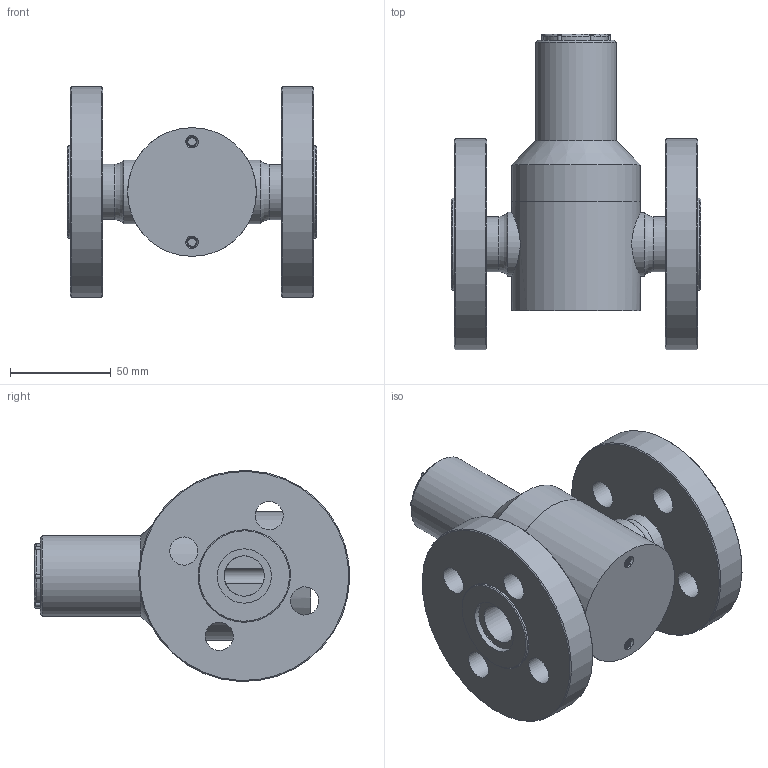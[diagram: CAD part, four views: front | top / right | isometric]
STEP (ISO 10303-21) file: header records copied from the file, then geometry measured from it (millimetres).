
FILE_DESCRIPTION (( 'STEP AP214' ), '1' );
FILE_NAME ('3-4-1104-3X-PN16.STEP', '2019-05-24T11:53:10', ( '' ), ( '' ), 'SwSTEP 2.0', 'SolidWorks 2019', '' );
FILE_SCHEMA (( 'AUTOMOTIVE_DESIGN' ));
Length unit declared in the file: millimetre
Products named in the file (13): 3-4 flange stub PS-11-921; 316 mc body 3-4; 25mm Dust Cap; PVC Bonnet all size; 3-4 PN16; PVC Bonnet all size_25mm PVC-304; 3-4-1104-3X-PN16
Assembly tree (7 placements, depth 2):
  25mm Dust Cap
  3-4 flange stub PS-11-921
  PVC Bonnet all size
  3-4 PN16
  316 mc body 3-4
Bounding box: 124 x 156.85 x 104.9 mm (x, y, z)
Volume: 580604.1 mm3; surface area: 107324.9 mm2
Topology: 7 solids, 7 shells, 127 faces, 277 edges, 178 vertices
Faces by surface type: cylinder 50, plane 42, cone 13, bspline 12, torus 10
Full cylindrical faces by diameter (mm): 7.5 x1, 14 x8, 14.5 x1, 20 x4, 22 x1, 27 x2, 27.5 x2, 30 x1, 31.8 x4, 33 x1, 39 x1, 40 x1, 41.198 x1, 45 x1, 46 x2, 64 x2, 105 x2
Entity records: 12107 total; most frequent: CARTESIAN_POINT 9724, DIRECTION 431, ORIENTED_EDGE 352, AXIS2_PLACEMENT_3D 206, EDGE_LOOP 180, EDGE_CURVE 176, FACE_OUTER_BOUND 142, VERTEX_POINT 136
